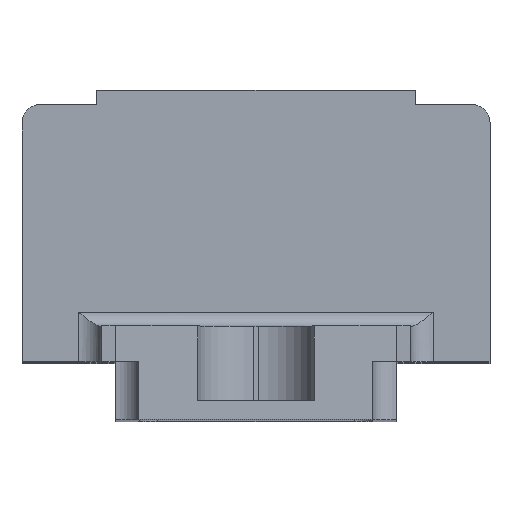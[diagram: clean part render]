
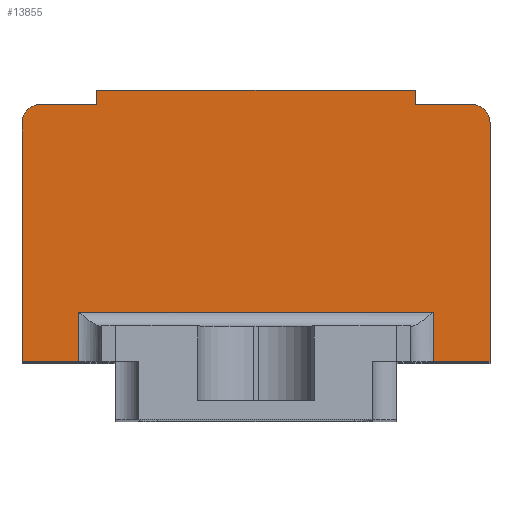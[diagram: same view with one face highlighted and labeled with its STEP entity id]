
A CAD part, top view. The second image highlights one B-rep face of the part: STEP entity #13855.
In plain terms, the highlighted planar face has unit normal (0, 0, 1).
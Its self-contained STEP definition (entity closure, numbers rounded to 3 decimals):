
#3887=DIRECTION('',(-1.,0.,0.));
#3888=VECTOR('',#3887,6.);
#3889=CARTESIAN_POINT('',(-19.,6.2,128.1));
#3890=LINE('',#3889,#3888);
#3891=DIRECTION('',(0.,1.,0.));
#3892=VECTOR('',#3891,25.5);
#3893=CARTESIAN_POINT('',(-25.,6.2,128.1));
#3894=LINE('',#3893,#3892);
#3895=CARTESIAN_POINT('',(-23.,31.7,128.1));
#3896=DIRECTION('',(0.,0.,-1.));
#3897=DIRECTION('',(-1.,0.,0.));
#3898=AXIS2_PLACEMENT_3D('',#3895,#3896,#3897);
#3900=DIRECTION('',(1.,0.,0.));
#3901=VECTOR('',#3900,6.);
#3902=CARTESIAN_POINT('',(-23.,33.7,128.1));
#3903=LINE('',#3902,#3901);
#3904=DIRECTION('',(0.,1.,0.));
#3905=VECTOR('',#3904,1.5);
#3906=CARTESIAN_POINT('',(-17.,33.7,128.1));
#3907=LINE('',#3906,#3905);
#3908=DIRECTION('',(1.,0.,0.));
#3909=VECTOR('',#3908,34.);
#3910=CARTESIAN_POINT('',(-17.,35.2,128.1));
#3911=LINE('',#3910,#3909);
#3912=DIRECTION('',(0.,-1.,0.));
#3913=VECTOR('',#3912,1.5);
#3914=CARTESIAN_POINT('',(17.,35.2,128.1));
#3915=LINE('',#3914,#3913);
#3916=DIRECTION('',(1.,0.,0.));
#3917=VECTOR('',#3916,6.);
#3918=CARTESIAN_POINT('',(17.,33.7,128.1));
#3919=LINE('',#3918,#3917);
#3920=CARTESIAN_POINT('',(23.,31.7,128.1));
#3921=DIRECTION('',(0.,0.,-1.));
#3922=DIRECTION('',(0.,1.,0.));
#3923=AXIS2_PLACEMENT_3D('',#3920,#3921,#3922);
#3925=DIRECTION('',(0.,-1.,0.));
#3926=VECTOR('',#3925,25.5);
#3927=CARTESIAN_POINT('',(25.,31.7,128.1));
#3928=LINE('',#3927,#3926);
#3929=DIRECTION('',(-1.,0.,0.));
#3930=VECTOR('',#3929,6.);
#3931=CARTESIAN_POINT('',(25.,6.2,128.1));
#3932=LINE('',#3931,#3930);
#3994=DIRECTION('',(1.,0.,0.));
#3995=VECTOR('',#3994,38.);
#3996=CARTESIAN_POINT('',(-19.,11.5,128.1));
#3997=LINE('',#3996,#3995);
#4055=DIRECTION('',(0.,1.,0.));
#4056=VECTOR('',#4055,5.3);
#4057=CARTESIAN_POINT('',(-19.,6.2,128.1));
#4058=LINE('',#4057,#4056);
#4292=DIRECTION('',(0.,-1.,0.));
#4293=VECTOR('',#4292,5.3);
#4294=CARTESIAN_POINT('',(19.,11.5,128.1));
#4295=LINE('',#4294,#4293);
#9121=CARTESIAN_POINT('',(-25.,6.2,128.1));
#9122=CARTESIAN_POINT('',(-25.,31.7,128.1));
#9123=VERTEX_POINT('',#9121);
#9124=VERTEX_POINT('',#9122);
#9125=CARTESIAN_POINT('',(-23.,33.7,128.1));
#9126=VERTEX_POINT('',#9125);
#9127=CARTESIAN_POINT('',(-17.,33.7,128.1));
#9128=VERTEX_POINT('',#9127);
#9129=CARTESIAN_POINT('',(-17.,35.2,128.1));
#9130=VERTEX_POINT('',#9129);
#9131=CARTESIAN_POINT('',(17.,35.2,128.1));
#9132=VERTEX_POINT('',#9131);
#9133=CARTESIAN_POINT('',(17.,33.7,128.1));
#9134=VERTEX_POINT('',#9133);
#9135=CARTESIAN_POINT('',(23.,33.7,128.1));
#9136=VERTEX_POINT('',#9135);
#9137=CARTESIAN_POINT('',(25.,31.7,128.1));
#9138=VERTEX_POINT('',#9137);
#9139=CARTESIAN_POINT('',(25.,6.2,128.1));
#9140=VERTEX_POINT('',#9139);
#9281=CARTESIAN_POINT('',(19.,6.2,128.1));
#9282=VERTEX_POINT('',#9281);
#9287=CARTESIAN_POINT('',(-19.,6.2,128.1));
#9288=VERTEX_POINT('',#9287);
#9361=CARTESIAN_POINT('',(-19.,11.5,128.1));
#9362=CARTESIAN_POINT('',(19.,11.5,128.1));
#9363=VERTEX_POINT('',#9361);
#9364=VERTEX_POINT('',#9362);
#13822=CARTESIAN_POINT('',(0.,0.,128.1));
#13823=DIRECTION('',(0.,0.,-1.));
#13824=DIRECTION('',(-1.,0.,0.));
#13825=AXIS2_PLACEMENT_3D('',#13822,#13823,#13824);
#13826=PLANE('',#13825);
#13828=ORIENTED_EDGE('',*,*,#13827,.F.);
#13830=ORIENTED_EDGE('',*,*,#13829,.F.);
#13832=ORIENTED_EDGE('',*,*,#13831,.T.);
#13834=ORIENTED_EDGE('',*,*,#13833,.T.);
#13836=ORIENTED_EDGE('',*,*,#13835,.T.);
#13838=ORIENTED_EDGE('',*,*,#13837,.T.);
#13840=ORIENTED_EDGE('',*,*,#13839,.T.);
#13842=ORIENTED_EDGE('',*,*,#13841,.T.);
#13844=ORIENTED_EDGE('',*,*,#13843,.T.);
#13846=ORIENTED_EDGE('',*,*,#13845,.T.);
#13848=ORIENTED_EDGE('',*,*,#13847,.T.);
#13849=ORIENTED_EDGE('',*,*,#13813,.T.);
#13850=ORIENTED_EDGE('',*,*,#11600,.T.);
#13852=ORIENTED_EDGE('',*,*,#13851,.F.);
#13853=EDGE_LOOP('',(#13828,#13830,#13832,#13834,#13836,#13838,#13840,#13842,
#13844,#13846,#13848,#13849,#13850,#13852));
#13854=FACE_OUTER_BOUND('',#13853,.F.);
#13855=ADVANCED_FACE('',(#13854),#13826,.F.);
#3899=CIRCLE('',#3898,2.);
#3924=CIRCLE('',#3923,2.);
#11600=EDGE_CURVE('',#9140,#9282,#3932,.T.);
#13813=EDGE_CURVE('',#9138,#9140,#3928,.T.);
#13827=EDGE_CURVE('',#9363,#9364,#3997,.T.);
#13829=EDGE_CURVE('',#9288,#9363,#4058,.T.);
#13831=EDGE_CURVE('',#9288,#9123,#3890,.T.);
#13833=EDGE_CURVE('',#9123,#9124,#3894,.T.);
#13835=EDGE_CURVE('',#9124,#9126,#3899,.T.);
#13837=EDGE_CURVE('',#9126,#9128,#3903,.T.);
#13839=EDGE_CURVE('',#9128,#9130,#3907,.T.);
#13841=EDGE_CURVE('',#9130,#9132,#3911,.T.);
#13843=EDGE_CURVE('',#9132,#9134,#3915,.T.);
#13845=EDGE_CURVE('',#9134,#9136,#3919,.T.);
#13847=EDGE_CURVE('',#9136,#9138,#3924,.T.);
#13851=EDGE_CURVE('',#9364,#9282,#4295,.T.);
